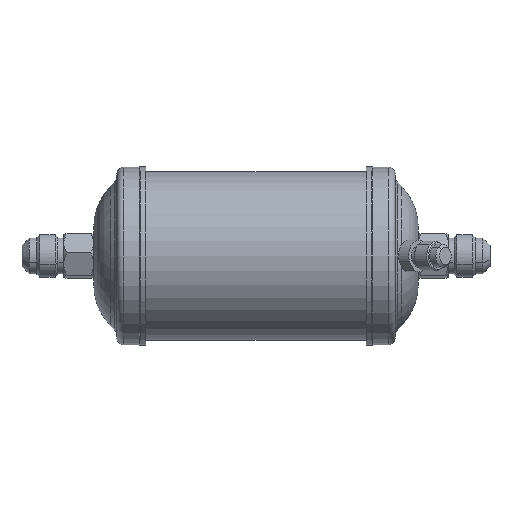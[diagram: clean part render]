
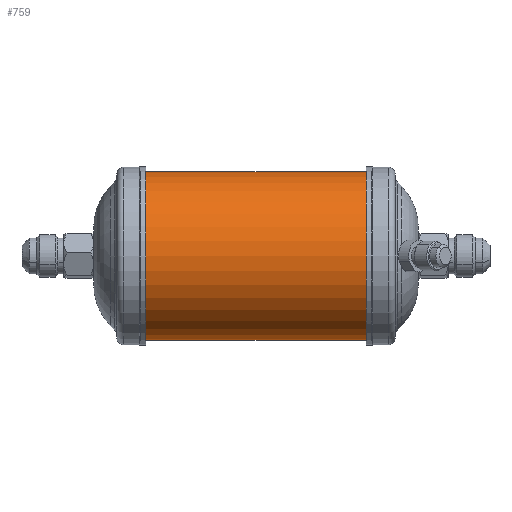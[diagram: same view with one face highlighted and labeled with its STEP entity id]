
A CAD part, front view. The second image highlights one B-rep face of the part: STEP entity #759.
In plain terms, the highlighted cylindrical face has radius 31.75 mm (diameter 63.5 mm), a partial arc.
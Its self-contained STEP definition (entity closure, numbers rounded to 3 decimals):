
#83 = CARTESIAN_POINT ( 'NONE',  ( -41.5, 0., 31.75 ) ) ;
#90 = CIRCLE ( 'NONE', #2587, 31.75 ) ;
#125 = ORIENTED_EDGE ( 'NONE', *, *, #159, .T. ) ;
#139 = CARTESIAN_POINT ( 'NONE',  ( 41.5, 0., 31.75 ) ) ;
#159 = EDGE_CURVE ( 'NONE', #2658, #3937, #695, .T. ) ;
#544 = DIRECTION ( 'NONE',  ( -1., 0., 0. ) ) ;
#674 = EDGE_CURVE ( 'NONE', #4359, #2658, #1882, .T. ) ;
#695 = CIRCLE ( 'NONE', #1839, 31.75 ) ;
#759 = ADVANCED_FACE ( 'NONE', ( #3009 ), #3693, .T. ) ;
#852 = CARTESIAN_POINT ( 'NONE',  ( -41.5, 0., -31.75 ) ) ;
#1144 = CARTESIAN_POINT ( 'NONE',  ( 50., 0., 31.75 ) ) ;
#1679 = DIRECTION ( 'NONE',  ( 0., 0., 1. ) ) ;
#1750 = EDGE_LOOP ( 'NONE', ( #2339, #3145, #3362, #125 ) ) ;
#1756 = CARTESIAN_POINT ( 'NONE',  ( 50., 0., -31.75 ) ) ;
#1806 = CARTESIAN_POINT ( 'NONE',  ( -41.5, 0., 0. ) ) ;
#1839 = AXIS2_PLACEMENT_3D ( 'NONE', #1806, #2497, #3876 ) ;
#1882 = LINE ( 'NONE', #1144, #3723 ) ;
#1904 = DIRECTION ( 'NONE',  ( 0., 0., 1. ) ) ;
#2268 = CARTESIAN_POINT ( 'NONE',  ( 41.5, 0., -31.75 ) ) ;
#2269 = VECTOR ( 'NONE', #3128, 1000. ) ;
#2339 = ORIENTED_EDGE ( 'NONE', *, *, #2661, .F. ) ;
#2343 = CARTESIAN_POINT ( 'NONE',  ( 41.5, 0., 0. ) ) ;
#2497 = DIRECTION ( 'NONE',  ( 1., 0., 0. ) ) ;
#2587 = AXIS2_PLACEMENT_3D ( 'NONE', #2343, #3427, #1679 ) ;
#2658 = VERTEX_POINT ( 'NONE', #83 ) ;
#2661 = EDGE_CURVE ( 'NONE', #2971, #3937, #3405, .T. ) ;
#2971 = VERTEX_POINT ( 'NONE', #2268 ) ;
#3009 = FACE_OUTER_BOUND ( 'NONE', #1750, .T. ) ;
#3087 = AXIS2_PLACEMENT_3D ( 'NONE', #3713, #544, #1904 ) ;
#3128 = DIRECTION ( 'NONE',  ( -1., 0., 0. ) ) ;
#3145 = ORIENTED_EDGE ( 'NONE', *, *, #3586, .T. ) ;
#3264 = DIRECTION ( 'NONE',  ( -1., 0., 0. ) ) ;
#3362 = ORIENTED_EDGE ( 'NONE', *, *, #674, .T. ) ;
#3405 = LINE ( 'NONE', #1756, #2269 ) ;
#3427 = DIRECTION ( 'NONE',  ( -1., 0., 0. ) ) ;
#3586 = EDGE_CURVE ( 'NONE', #2971, #4359, #90, .T. ) ;
#3693 = CYLINDRICAL_SURFACE ( 'NONE', #3087, 31.75 ) ;
#3713 = CARTESIAN_POINT ( 'NONE',  ( 50., 0., 0. ) ) ;
#3723 = VECTOR ( 'NONE', #3264, 1000. ) ;
#3876 = DIRECTION ( 'NONE',  ( 0., 0., -1. ) ) ;
#3937 = VERTEX_POINT ( 'NONE', #852 ) ;
#4359 = VERTEX_POINT ( 'NONE', #139 ) ;
